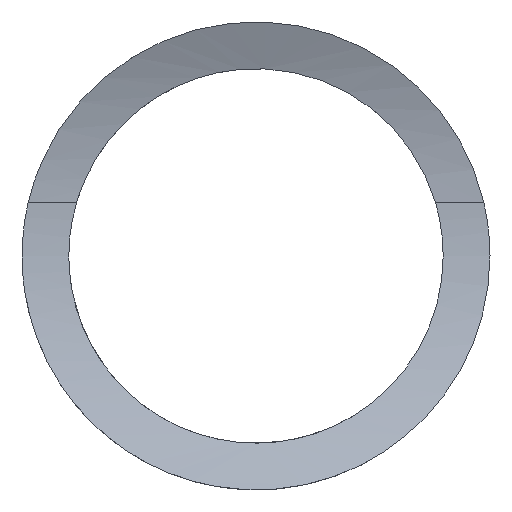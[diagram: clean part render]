
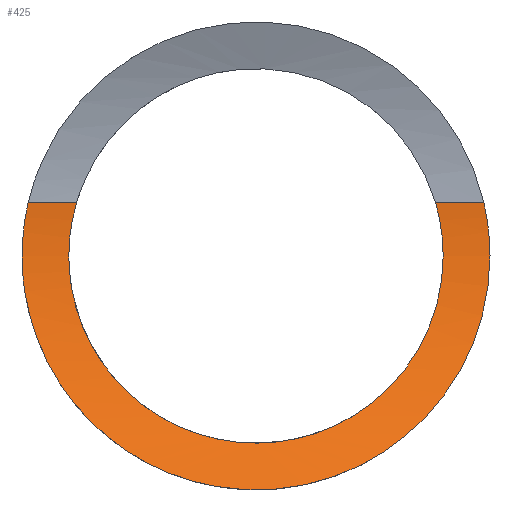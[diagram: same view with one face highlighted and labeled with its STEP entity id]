
A CAD part, front view. The second image highlights one B-rep face of the part: STEP entity #425.
In plain terms, the highlighted cylindrical face has radius 14 mm (diameter 28 mm), a partial arc.
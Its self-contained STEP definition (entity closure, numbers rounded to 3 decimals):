
#213=CARTESIAN_POINT('Control Point',(-1354.99,-309.684,166.273)) ;
#214=CARTESIAN_POINT('Control Point',(-1354.99,-309.614,166.846)) ;
#215=CARTESIAN_POINT('Control Point',(-1355.073,-309.59,167.423)) ;
#216=CARTESIAN_POINT('Control Point',(-1355.236,-309.61,167.976)) ;
#217=CARTESIAN_POINT('Vertex',(-1354.99,-309.684,166.273)) ;
#219=CARTESIAN_POINT('Vertex',(-1355.236,-309.61,167.976)) ;
#238=CARTESIAN_POINT('Vertex',(-1366.742,-311.036,167.98)) ;
#242=CARTESIAN_POINT('Control Point',(-1366.99,-311.172,166.273)) ;
#243=CARTESIAN_POINT('Control Point',(-1366.99,-311.101,166.848)) ;
#244=CARTESIAN_POINT('Control Point',(-1366.906,-311.056,167.425)) ;
#245=CARTESIAN_POINT('Control Point',(-1366.742,-311.036,167.98)) ;
#246=CARTESIAN_POINT('Vertex',(-1366.99,-311.172,166.273)) ;
#276=CARTESIAN_POINT('Control Point',(-1354.99,-309.684,166.273)) ;
#277=CARTESIAN_POINT('Control Point',(-1354.99,-309.799,165.345)) ;
#278=CARTESIAN_POINT('Control Point',(-1355.169,-310.013,164.43)) ;
#279=CARTESIAN_POINT('Control Point',(-1355.517,-310.317,163.589)) ;
#280=CARTESIAN_POINT('Control Point',(-1356.213,-310.83,162.496)) ;
#281=CARTESIAN_POINT('Control Point',(-1357.148,-311.37,161.638)) ;
#282=CARTESIAN_POINT('Control Point',(-1357.469,-311.542,161.389)) ;
#283=CARTESIAN_POINT('Control Point',(-1358.412,-312.,160.779)) ;
#284=CARTESIAN_POINT('Control Point',(-1359.504,-312.386,160.39)) ;
#285=CARTESIAN_POINT('Control Point',(-1360.251,-312.58,160.245)) ;
#286=CARTESIAN_POINT('Control Point',(-1361.907,-312.811,160.202)) ;
#287=CARTESIAN_POINT('Control Point',(-1363.502,-312.673,160.717)) ;
#288=CARTESIAN_POINT('Control Point',(-1364.274,-312.506,161.143)) ;
#289=CARTESIAN_POINT('Control Point',(-1365.625,-312.093,162.23)) ;
#290=CARTESIAN_POINT('Control Point',(-1366.515,-311.643,163.708)) ;
#291=CARTESIAN_POINT('Control Point',(-1366.83,-311.439,164.528)) ;
#292=CARTESIAN_POINT('Control Point',(-1366.99,-311.28,165.398)) ;
#293=CARTESIAN_POINT('Control Point',(-1366.99,-311.172,166.273)) ;
#311=CARTESIAN_POINT('Vertex',(-1368.49,-311.358,166.273)) ;
#318=CARTESIAN_POINT('Vertex',(-1353.49,-309.498,166.273)) ;
#322=CARTESIAN_POINT('Control Point',(-1353.49,-309.498,166.273)) ;
#323=CARTESIAN_POINT('Control Point',(-1353.49,-309.623,165.263)) ;
#324=CARTESIAN_POINT('Control Point',(-1353.66,-309.861,164.266)) ;
#325=CARTESIAN_POINT('Control Point',(-1353.99,-310.202,163.341)) ;
#326=CARTESIAN_POINT('Control Point',(-1354.749,-310.884,161.931)) ;
#327=CARTESIAN_POINT('Control Point',(-1355.805,-311.658,160.799)) ;
#328=CARTESIAN_POINT('Control Point',(-1356.281,-311.98,160.385)) ;
#329=CARTESIAN_POINT('Control Point',(-1357.429,-312.682,159.577)) ;
#330=CARTESIAN_POINT('Control Point',(-1358.778,-313.289,159.04)) ;
#331=CARTESIAN_POINT('Control Point',(-1359.577,-313.572,158.835)) ;
#332=CARTESIAN_POINT('Control Point',(-1361.232,-313.929,158.661)) ;
#333=CARTESIAN_POINT('Control Point',(-1362.906,-313.882,158.952)) ;
#334=CARTESIAN_POINT('Control Point',(-1363.688,-313.759,159.207)) ;
#335=CARTESIAN_POINT('Control Point',(-1365.06,-313.412,159.864)) ;
#336=CARTESIAN_POINT('Control Point',(-1366.201,-312.939,160.813)) ;
#337=CARTESIAN_POINT('Control Point',(-1366.685,-312.705,161.319)) ;
#338=CARTESIAN_POINT('Control Point',(-1367.577,-312.218,162.5)) ;
#339=CARTESIAN_POINT('Control Point',(-1368.164,-311.795,163.882)) ;
#340=CARTESIAN_POINT('Control Point',(-1368.38,-311.605,164.658)) ;
#341=CARTESIAN_POINT('Control Point',(-1368.49,-311.458,165.463)) ;
#342=CARTESIAN_POINT('Control Point',(-1368.49,-311.358,166.273)) ;
#357=CARTESIAN_POINT('Control Point',(-1368.49,-311.358,166.273)) ;
#358=CARTESIAN_POINT('Control Point',(-1368.49,-311.287,166.845)) ;
#359=CARTESIAN_POINT('Control Point',(-1368.424,-311.244,167.42)) ;
#360=CARTESIAN_POINT('Control Point',(-1368.293,-311.228,167.98)) ;
#361=CARTESIAN_POINT('Vertex',(-1368.293,-311.228,167.98)) ;
#380=CARTESIAN_POINT('Vertex',(-1353.685,-309.418,167.975)) ;
#384=CARTESIAN_POINT('Control Point',(-1353.49,-309.498,166.273)) ;
#385=CARTESIAN_POINT('Control Point',(-1353.49,-309.428,166.843)) ;
#386=CARTESIAN_POINT('Control Point',(-1353.555,-309.402,167.417)) ;
#387=CARTESIAN_POINT('Control Point',(-1353.685,-309.418,167.975)) ;
#400=CARTESIAN_POINT('Axis2P3D Location',(-1238.288,-309.224,167.94)) ;
#405=CARTESIAN_POINT('Line Origine',(-1240.01,-295.33,167.94)) ;
#410=CARTESIAN_POINT('Line Origine',(-1240.01,-295.33,167.94)) ;
#401=DIRECTION('Axis2P3D Direction',(-0.992,-0.123,0.)) ;
#402=DIRECTION('Axis2P3D XDirection',(-0.123,0.992,0.)) ;
#406=DIRECTION('Vector Direction',(-0.992,-0.123,0.)) ;
#411=DIRECTION('Vector Direction',(-0.992,-0.123,0.)) ;
#403=AXIS2_PLACEMENT_3D('Cylinder Axis2P3D',#400,#401,#402) ;
#416=ORIENTED_EDGE('',*,*,#409,.T.) ;
#417=ORIENTED_EDGE('',*,*,#363,.F.) ;
#418=ORIENTED_EDGE('',*,*,#343,.F.) ;
#419=ORIENTED_EDGE('',*,*,#388,.T.) ;
#420=ORIENTED_EDGE('',*,*,#414,.T.) ;
#421=ORIENTED_EDGE('',*,*,#221,.F.) ;
#422=ORIENTED_EDGE('',*,*,#294,.T.) ;
#423=ORIENTED_EDGE('',*,*,#248,.T.) ;
#407=VECTOR('Line Direction',#406,1.) ;
#412=VECTOR('Line Direction',#411,1.) ;
#425=ADVANCED_FACE('Corps principal',(#424),#404,.F.) ;
#212=B_SPLINE_CURVE_WITH_KNOTS('',3,(#213,#214,#215,#216),.UNSPECIFIED.,.F.,.U.,(4,4),(0.,2.446),.UNSPECIFIED.) ;
#241=B_SPLINE_CURVE_WITH_KNOTS('',3,(#242,#243,#244,#245),.UNSPECIFIED.,.F.,.U.,(4,4),(0.,2.455),.UNSPECIFIED.) ;
#275=B_SPLINE_CURVE_WITH_KNOTS('',5,(#276,#277,#278,#279,#280,#281,#282,#283,#284,#285,#286,#287,#288,#289,#290,#291,#292,#293),.UNSPECIFIED.,.F.,.U.,(6,3,3,3,3,6),(0.,6.612,9.722,15.158,21.342,27.582),.UNSPECIFIED.) ;
#321=B_SPLINE_CURVE_WITH_KNOTS('',5,(#322,#323,#324,#325,#326,#327,#328,#329,#330,#331,#332,#333,#334,#335,#336,#337,#338,#339,#340,#341,#342),.UNSPECIFIED.,.F.,.U.,(6,3,3,3,3,3,6),(0.,7.201,12.18,18.242,24.007,29.179,34.954),.UNSPECIFIED.) ;
#356=B_SPLINE_CURVE_WITH_KNOTS('',3,(#357,#358,#359,#360),.UNSPECIFIED.,.F.,.U.,(4,4),(0.,2.443),.UNSPECIFIED.) ;
#383=B_SPLINE_CURVE_WITH_KNOTS('',3,(#384,#385,#386,#387),.UNSPECIFIED.,.F.,.U.,(4,4),(0.,2.433),.UNSPECIFIED.) ;
#404=CYLINDRICAL_SURFACE('generated cylinder',#403,14.) ;
#221=EDGE_CURVE('',#218,#220,#212,.T.) ;
#248=EDGE_CURVE('',#247,#239,#241,.T.) ;
#294=EDGE_CURVE('',#218,#247,#275,.T.) ;
#343=EDGE_CURVE('',#319,#312,#321,.T.) ;
#363=EDGE_CURVE('',#312,#362,#356,.T.) ;
#388=EDGE_CURVE('',#319,#381,#383,.T.) ;
#409=EDGE_CURVE('',#239,#362,#408,.T.) ;
#414=EDGE_CURVE('',#381,#220,#413,.T.) ;
#415=EDGE_LOOP('',(#416,#417,#418,#419,#420,#421,#422,#423)) ;
#424=FACE_OUTER_BOUND('',#415,.T.) ;
#408=LINE('Line',#405,#407) ;
#413=LINE('Line',#410,#412) ;
#218=VERTEX_POINT('',#217) ;
#220=VERTEX_POINT('',#219) ;
#239=VERTEX_POINT('',#238) ;
#247=VERTEX_POINT('',#246) ;
#312=VERTEX_POINT('',#311) ;
#319=VERTEX_POINT('',#318) ;
#362=VERTEX_POINT('',#361) ;
#381=VERTEX_POINT('',#380) ;
